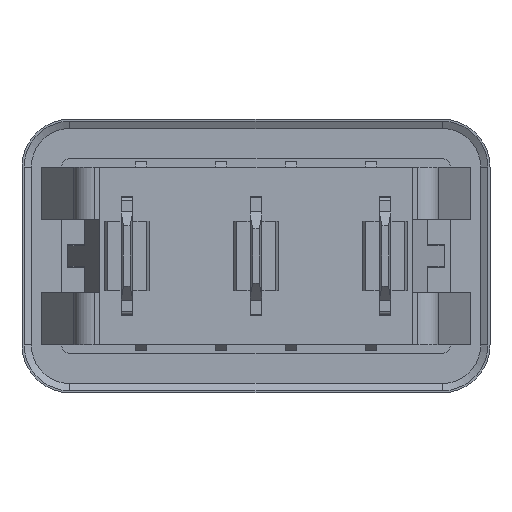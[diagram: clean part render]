
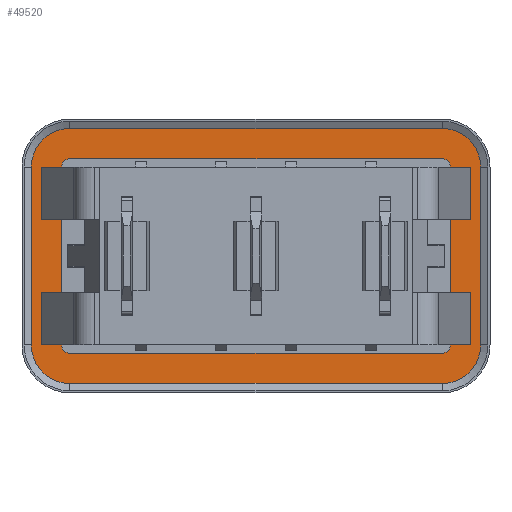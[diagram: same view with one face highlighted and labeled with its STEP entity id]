
A CAD part, front view. The second image highlights one B-rep face of the part: STEP entity #49520.
In plain terms, the highlighted planar face has unit normal (0, -1, 0).
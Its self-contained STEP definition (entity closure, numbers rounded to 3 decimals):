
#47914=CARTESIAN_POINT('',(13.4,-0.7,9.18));
#47915=VERTEX_POINT('',#47914);
#47924=CARTESIAN_POINT('',(16.18,-0.7,6.4));
#47925=VERTEX_POINT('',#47924);
#47926=CARTESIAN_POINT('',(13.4,-0.7,6.4));
#47927=DIRECTION('',(0.0,1.0,0.0));
#47928=DIRECTION('',(0.0,0.0,1.0));
#47929=AXIS2_PLACEMENT_3D('',#47926,#47927,#47928);
#47930=CIRCLE('',#47929,2.78);
#47931=EDGE_CURVE('',#47915,#47925,#47930,.T.);
#47958=CARTESIAN_POINT('',(13.4,-0.7,7.));
#47959=VERTEX_POINT('',#47958);
#47975=CARTESIAN_POINT('',(14.,-0.7,6.4));
#47976=VERTEX_POINT('',#47975);
#47983=CARTESIAN_POINT('',(13.4,-0.7,6.4));
#47984=DIRECTION('',(0.0,1.0,0.0));
#47985=DIRECTION('',(0.0,0.0,1.0));
#47986=AXIS2_PLACEMENT_3D('',#47983,#47984,#47985);
#47987=CIRCLE('',#47986,0.6);
#47988=EDGE_CURVE('',#47959,#47976,#47987,.T.);
#48155=CARTESIAN_POINT('',(-13.4,-0.7,9.18));
#48156=VERTEX_POINT('',#48155);
#48165=CARTESIAN_POINT('',(-13.4,-0.7,9.18));
#48166=DIRECTION('',(1.0,0.0,0.0));
#48167=VECTOR('',#48166,26.8);
#48168=LINE('',#48165,#48167);
#48169=EDGE_CURVE('',#48156,#47915,#48168,.T.);
#48188=CARTESIAN_POINT('',(-13.4,-0.7,7.));
#48189=VERTEX_POINT('',#48188);
#48203=CARTESIAN_POINT('',(-13.4,-0.7,7.));
#48204=DIRECTION('',(1.0,0.0,0.0));
#48205=VECTOR('',#48204,26.8);
#48206=LINE('',#48203,#48205);
#48207=EDGE_CURVE('',#48189,#47959,#48206,.T.);
#48358=CARTESIAN_POINT('',(-16.18,-0.7,6.4));
#48359=VERTEX_POINT('',#48358);
#48368=CARTESIAN_POINT('',(-13.4,-0.7,6.4));
#48369=DIRECTION('',(0.0,1.0,0.0));
#48370=DIRECTION('',(0.0,0.0,1.0));
#48371=AXIS2_PLACEMENT_3D('',#48368,#48369,#48370);
#48372=CIRCLE('',#48371,2.78);
#48373=EDGE_CURVE('',#48359,#48156,#48372,.T.);
#48393=CARTESIAN_POINT('',(-14.,-0.7,6.4));
#48394=VERTEX_POINT('',#48393);
#48409=CARTESIAN_POINT('',(-13.4,-0.7,6.4));
#48410=DIRECTION('',(0.0,1.0,0.0));
#48411=DIRECTION('',(0.0,0.0,1.0));
#48412=AXIS2_PLACEMENT_3D('',#48409,#48410,#48411);
#48413=CIRCLE('',#48412,0.6);
#48414=EDGE_CURVE('',#48394,#48189,#48413,.T.);
#48564=CARTESIAN_POINT('',(-16.18,-0.7,-6.4));
#48565=VERTEX_POINT('',#48564);
#48574=CARTESIAN_POINT('',(-16.18,-0.7,-6.4));
#48575=DIRECTION('',(0.0,0.0,1.0));
#48576=VECTOR('',#48575,12.8);
#48577=LINE('',#48574,#48576);
#48578=EDGE_CURVE('',#48565,#48359,#48577,.T.);
#48597=CARTESIAN_POINT('',(-14.,-0.7,-6.4));
#48598=VERTEX_POINT('',#48597);
#48612=CARTESIAN_POINT('',(-14.,-0.7,-6.4));
#48613=DIRECTION('',(0.0,0.0,1.0));
#48614=VECTOR('',#48613,12.8);
#48615=LINE('',#48612,#48614);
#48616=EDGE_CURVE('',#48598,#48394,#48615,.T.);
#48767=CARTESIAN_POINT('',(-13.4,-0.7,-9.18));
#48768=VERTEX_POINT('',#48767);
#48777=CARTESIAN_POINT('',(-13.4,-0.7,-6.4));
#48778=DIRECTION('',(0.0,1.0,0.0));
#48779=DIRECTION('',(0.0,0.0,1.0));
#48780=AXIS2_PLACEMENT_3D('',#48777,#48778,#48779);
#48781=CIRCLE('',#48780,2.78);
#48782=EDGE_CURVE('',#48768,#48565,#48781,.T.);
#48802=CARTESIAN_POINT('',(-13.4,-0.7,-7.));
#48803=VERTEX_POINT('',#48802);
#48818=CARTESIAN_POINT('',(-13.4,-0.7,-6.4));
#48819=DIRECTION('',(0.0,1.0,0.0));
#48820=DIRECTION('',(0.0,0.0,1.0));
#48821=AXIS2_PLACEMENT_3D('',#48818,#48819,#48820);
#48822=CIRCLE('',#48821,0.6);
#48823=EDGE_CURVE('',#48803,#48598,#48822,.T.);
#48973=CARTESIAN_POINT('',(13.4,-0.7,-9.18));
#48974=VERTEX_POINT('',#48973);
#48983=CARTESIAN_POINT('',(13.4,-0.7,-9.18));
#48984=DIRECTION('',(-1.0,0.0,0.0));
#48985=VECTOR('',#48984,26.8);
#48986=LINE('',#48983,#48985);
#48987=EDGE_CURVE('',#48974,#48768,#48986,.T.);
#49006=CARTESIAN_POINT('',(13.4,-0.7,-7.));
#49007=VERTEX_POINT('',#49006);
#49021=CARTESIAN_POINT('',(13.4,-0.7,-7.));
#49022=DIRECTION('',(-1.0,0.0,0.0));
#49023=VECTOR('',#49022,26.8);
#49024=LINE('',#49021,#49023);
#49025=EDGE_CURVE('',#49007,#48803,#49024,.T.);
#49176=CARTESIAN_POINT('',(16.18,-0.7,-6.4));
#49177=VERTEX_POINT('',#49176);
#49186=CARTESIAN_POINT('',(13.4,-0.7,-6.4));
#49187=DIRECTION('',(0.0,1.0,0.0));
#49188=DIRECTION('',(0.0,0.0,1.0));
#49189=AXIS2_PLACEMENT_3D('',#49186,#49187,#49188);
#49190=CIRCLE('',#49189,2.78);
#49191=EDGE_CURVE('',#49177,#48974,#49190,.T.);
#49211=CARTESIAN_POINT('',(14.,-0.7,-6.4));
#49212=VERTEX_POINT('',#49211);
#49227=CARTESIAN_POINT('',(13.4,-0.7,-6.4));
#49228=DIRECTION('',(0.0,1.0,0.0));
#49229=DIRECTION('',(0.0,0.0,1.0));
#49230=AXIS2_PLACEMENT_3D('',#49227,#49228,#49229);
#49231=CIRCLE('',#49230,0.6);
#49232=EDGE_CURVE('',#49212,#49007,#49231,.T.);
#49480=CARTESIAN_POINT('',(16.18,-0.7,-6.4));
#49481=DIRECTION('',(0.0,0.0,1.0));
#49482=VECTOR('',#49481,12.8);
#49483=LINE('',#49480,#49482);
#49484=EDGE_CURVE('',#49177,#47925,#49483,.T.);
#49490=CARTESIAN_POINT('',(16.18,-0.7,-6.4));
#49491=DIRECTION('',(0.0,-1.0,0.0));
#49492=DIRECTION('',(0.0,0.0,-1.0));
#49493=AXIS2_PLACEMENT_3D('',#49490,#49491,#49492);
#49494=PLANE('',#49493);
#49495=ORIENTED_EDGE('',*,*,#49191,.F.);
#49496=ORIENTED_EDGE('',*,*,#49484,.T.);
#49497=ORIENTED_EDGE('',*,*,#47931,.F.);
#49498=ORIENTED_EDGE('',*,*,#48169,.F.);
#49499=ORIENTED_EDGE('',*,*,#48373,.F.);
#49500=ORIENTED_EDGE('',*,*,#48578,.F.);
#49501=ORIENTED_EDGE('',*,*,#48782,.F.);
#49502=ORIENTED_EDGE('',*,*,#48987,.F.);
#49503=EDGE_LOOP('',(#49495,#49496,#49497,#49498,#49499,#49500,#49501,#49502));
#49504=FACE_OUTER_BOUND('',#49503,.T.);
#49505=CARTESIAN_POINT('',(14.,-0.7,-6.4));
#49506=DIRECTION('',(0.0,0.0,1.0));
#49507=VECTOR('',#49506,12.8);
#49508=LINE('',#49505,#49507);
#49509=EDGE_CURVE('',#49212,#47976,#49508,.T.);
#49510=ORIENTED_EDGE('',*,*,#49509,.F.);
#49511=ORIENTED_EDGE('',*,*,#49232,.T.);
#49512=ORIENTED_EDGE('',*,*,#49025,.T.);
#49513=ORIENTED_EDGE('',*,*,#48823,.T.);
#49514=ORIENTED_EDGE('',*,*,#48616,.T.);
#49515=ORIENTED_EDGE('',*,*,#48414,.T.);
#49516=ORIENTED_EDGE('',*,*,#48207,.T.);
#49517=ORIENTED_EDGE('',*,*,#47988,.T.);
#49518=EDGE_LOOP('',(#49510,#49511,#49512,#49513,#49514,#49515,#49516,#49517));
#49519=FACE_BOUND('',#49518,.T.);
#49520=ADVANCED_FACE('',(#49504,#49519),#49494,.T.);
